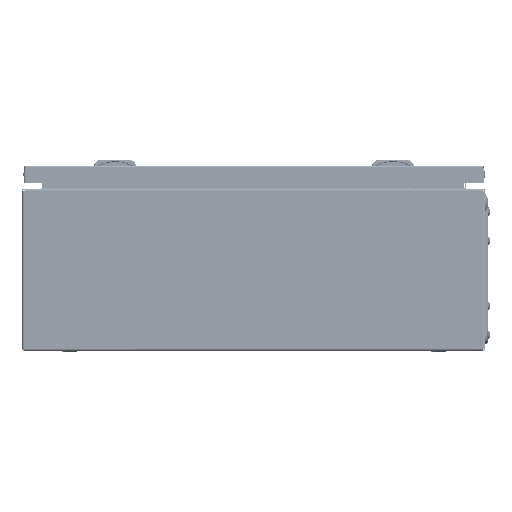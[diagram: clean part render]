
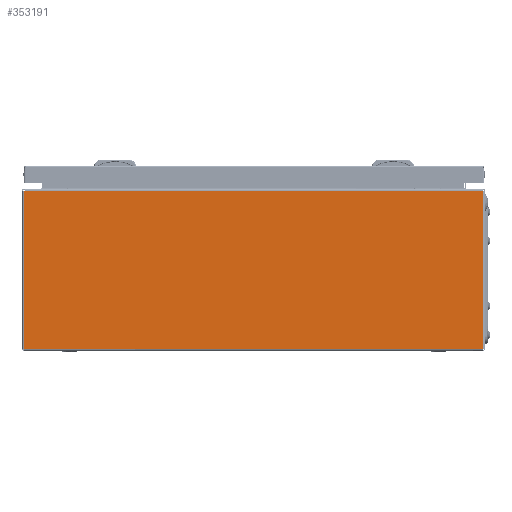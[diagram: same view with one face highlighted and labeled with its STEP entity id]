
A CAD part, left-side view. The second image highlights one B-rep face of the part: STEP entity #353191.
In plain terms, the highlighted planar face has unit normal (-1, 0, 0).
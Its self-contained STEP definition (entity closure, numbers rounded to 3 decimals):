
#1109 = AXIS2_PLACEMENT_3D ( 'NONE', #80115, #49082, #287008 ) ;
#1346 = VECTOR ( 'NONE', #311351, 1000. ) ;
#4101 = VECTOR ( 'NONE', #375196, 1000. ) ;
#13173 = VECTOR ( 'NONE', #280529, 1000. ) ;
#18951 = CARTESIAN_POINT ( 'NONE',  ( -1.2, 85.1, 247. ) ) ;
#22388 = LINE ( 'NONE', #73589, #13173 ) ;
#28994 = ORIENTED_EDGE ( 'NONE', *, *, #263841, .T. ) ;
#42175 = CARTESIAN_POINT ( 'NONE',  ( -1.2, 85.1, 247. ) ) ;
#49082 = DIRECTION ( 'NONE',  ( 1., 0., 0. ) ) ;
#50370 = VERTEX_POINT ( 'NONE', #123145 ) ;
#52224 = VECTOR ( 'NONE', #159936, 1000. ) ;
#56359 = LINE ( 'NONE', #178056, #371109 ) ;
#59329 = CARTESIAN_POINT ( 'NONE',  ( -1.2, 85.1, -247.6 ) ) ;
#64257 = VECTOR ( 'NONE', #135385, 1000. ) ;
#73589 = CARTESIAN_POINT ( 'NONE',  ( -1.2, 85.1, 248.8 ) ) ;
#79978 = LINE ( 'NONE', #339843, #1346 ) ;
#80115 = CARTESIAN_POINT ( 'NONE',  ( -1.2, -85.1, -248.8 ) ) ;
#85848 = EDGE_CURVE ( 'NONE', #322772, #50370, #230798, .T. ) ;
#99081 = EDGE_CURVE ( 'NONE', #322772, #360856, #22388, .T. ) ;
#104976 = VERTEX_POINT ( 'NONE', #145870 ) ;
#114825 = EDGE_CURVE ( 'NONE', #104976, #223657, #79978, .T. ) ;
#123145 = CARTESIAN_POINT ( 'NONE',  ( -1.2, -85.1, -247.6 ) ) ;
#135385 = DIRECTION ( 'NONE',  ( 0., 0., 1. ) ) ;
#137854 = VECTOR ( 'NONE', #335114, 1000. ) ;
#142944 = ORIENTED_EDGE ( 'NONE', *, *, #207153, .T. ) ;
#145870 = CARTESIAN_POINT ( 'NONE',  ( -1.2, -85.1, 247. ) ) ;
#147943 = CARTESIAN_POINT ( 'NONE',  ( -1.2, -85.1, 246.95 ) ) ;
#152850 = CARTESIAN_POINT ( 'NONE',  ( -1.2, -85.1, -247.55 ) ) ;
#159936 = DIRECTION ( 'NONE',  ( 0., 0., -1. ) ) ;
#164044 = ORIENTED_EDGE ( 'NONE', *, *, #114825, .F. ) ;
#170551 = ORIENTED_EDGE ( 'NONE', *, *, #367773, .F. ) ;
#178056 = CARTESIAN_POINT ( 'NONE',  ( -1.2, 85.1, 247. ) ) ;
#198106 = CARTESIAN_POINT ( 'NONE',  ( -1.2, 85.1, -247.6 ) ) ;
#199825 = EDGE_CURVE ( 'NONE', #232630, #104976, #56359, .T. ) ;
#207153 = EDGE_CURVE ( 'NONE', #214350, #223657, #369649, .T. ) ;
#209700 = LINE ( 'NONE', #42175, #52224 ) ;
#213747 = ORIENTED_EDGE ( 'NONE', *, *, #199825, .F. ) ;
#214350 = VERTEX_POINT ( 'NONE', #152850 ) ;
#216168 = CARTESIAN_POINT ( 'NONE',  ( -1.2, 85.1, -247.3 ) ) ;
#223657 = VERTEX_POINT ( 'NONE', #147943 ) ;
#230798 = LINE ( 'NONE', #198106, #4101 ) ;
#232630 = VERTEX_POINT ( 'NONE', #18951 ) ;
#234596 = ORIENTED_EDGE ( 'NONE', *, *, #99081, .F. ) ;
#249032 = FACE_OUTER_BOUND ( 'NONE', #313466, .T. ) ;
#259527 = CARTESIAN_POINT ( 'NONE',  ( -1.2, -85.1, -247.55 ) ) ;
#263841 = EDGE_CURVE ( 'NONE', #232630, #360856, #209700, .T. ) ;
#280529 = DIRECTION ( 'NONE',  ( 0., 0., 1. ) ) ;
#287008 = DIRECTION ( 'NONE',  ( 0., 0., -1. ) ) ;
#296882 = DIRECTION ( 'NONE',  ( 0., -1., 0. ) ) ;
#305373 = CARTESIAN_POINT ( 'NONE',  ( -1.2, -85.1, 248.8 ) ) ;
#311351 = DIRECTION ( 'NONE',  ( 0., 0., -1. ) ) ;
#313466 = EDGE_LOOP ( 'NONE', ( #213747, #28994, #234596, #363438, #170551, #142944, #164044 ) ) ;
#313638 = LINE ( 'NONE', #305373, #137854 ) ;
#315407 = PLANE ( 'NONE',  #1109 ) ;
#322772 = VERTEX_POINT ( 'NONE', #59329 ) ;
#335114 = DIRECTION ( 'NONE',  ( 0., 0., -1. ) ) ;
#339843 = CARTESIAN_POINT ( 'NONE',  ( -1.2, -85.1, 248.8 ) ) ;
#353191 = ADVANCED_FACE ( 'NONE', ( #249032 ), #315407, .F. ) ;
#360856 = VERTEX_POINT ( 'NONE', #216168 ) ;
#363438 = ORIENTED_EDGE ( 'NONE', *, *, #85848, .T. ) ;
#367773 = EDGE_CURVE ( 'NONE', #214350, #50370, #313638, .T. ) ;
#369649 = LINE ( 'NONE', #259527, #64257 ) ;
#371109 = VECTOR ( 'NONE', #296882, 1000. ) ;
#375196 = DIRECTION ( 'NONE',  ( 0., -1., 0. ) ) ;
